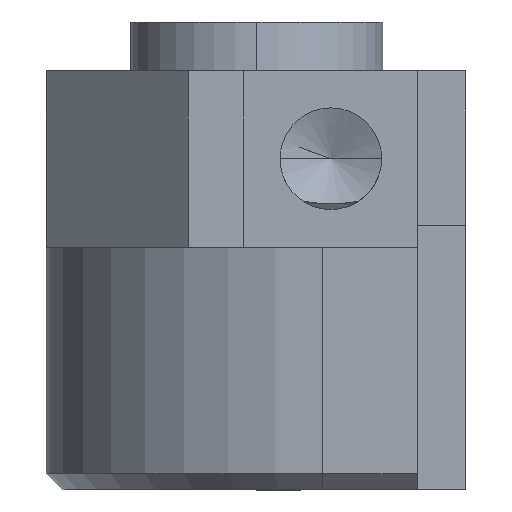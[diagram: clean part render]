
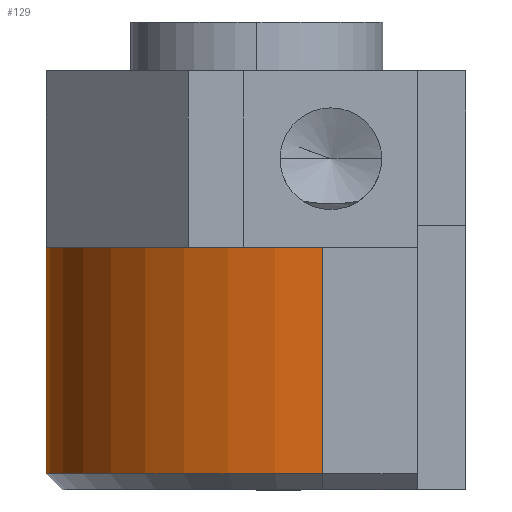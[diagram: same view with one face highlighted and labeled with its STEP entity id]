
A CAD part, left-side view. The second image highlights one B-rep face of the part: STEP entity #129.
In plain terms, the highlighted cylindrical face has radius 0.34 mm (diameter 0.68 mm), a partial arc.
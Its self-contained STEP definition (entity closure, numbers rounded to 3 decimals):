
#88=CARTESIAN_POINT('POINT9',(-0.578,-0.097,0.386));
#89=VERTEX_POINT('VERTEX9',#88);
#90=CARTESIAN_POINT('POINT10',(-0.578,-0.097,0.108));
#91=VERTEX_POINT('VERTEX10',#90);
#92=CARTESIAN_POINT('POS11',(-0.578,-0.097,0.108));
#93=DIRECTION('DIR17',(0.,0.,1.));
#94=VECTOR('VEC5',#93,1.);
#95=LINE('STRAIGHT5',#92,#94);
#96=EDGE_CURVE('EDGE9',#89,#91,#95,.F.);
#97=ORIENTED_EDGE('COEDGE9',*,*,#96,.F.);
#98=CARTESIAN_POINT('POINT11',(-0.238,0.243,0.386));
#99=VERTEX_POINT('VERTEX11',#98);
#100=CARTESIAN_POINT('POS12',(-0.238,-0.097,0.386));
#101=DIRECTION('DIR18',(0.,0.,1.));
#102=DIRECTION('DIR19',(0.,1.,0.));
#103=AXIS2_PLACEMENT_3D('AXIS7',#100,#101,#102);
#104=CIRCLE('ELLIPSE4',#103,0.34);
#105=EDGE_CURVE('EDGE10',#89,#99,#104,.F.);
#106=ORIENTED_EDGE('COEDGE10',*,*,#105,.T.);
#107=CARTESIAN_POINT('POINT12',(-0.238,0.243,0.108));
#108=VERTEX_POINT('VERTEX12',#107);
#109=CARTESIAN_POINT('POS13',(-0.238,0.243,0.108));
#110=DIRECTION('DIR20',(0.,0.,1.));
#111=VECTOR('VEC6',#110,1.);
#112=LINE('STRAIGHT6',#109,#111);
#113=EDGE_CURVE('EDGE11',#99,#108,#112,.F.);
#114=ORIENTED_EDGE('COEDGE11',*,*,#113,.T.);
#115=CARTESIAN_POINT('POS14',(-0.238,-0.097,0.108));
#116=DIRECTION('DIR21',(0.,0.,-1.));
#117=DIRECTION('DIR22',(-1.,0.,0.));
#118=AXIS2_PLACEMENT_3D('AXIS8',#115,#116,#117);
#119=CIRCLE('ELLIPSE5',#118,0.34);
#120=EDGE_CURVE('EDGE12',#91,#108,#119,.T.);
#121=ORIENTED_EDGE('COEDGE12',*,*,#120,.F.);
#122=EDGE_LOOP('NONE',(#97,#106,#114,#121));
#123=FACE_BOUND('LOOP1',#122,.T.);
#124=CARTESIAN_POINT('POS15',(-0.238,-0.097,0.088));
#125=DIRECTION('DIR23',(0.,0.,-1.));
#126=DIRECTION('DIR24',(-1.,0.,0.));
#127=AXIS2_PLACEMENT_3D('AXIS9',#124,#125,#126);
#128=CYLINDRICAL_SURFACE('CONE_SURF3',#127,0.34);
#129=ADVANCED_FACE('FACE4',(#123),#128,.T.);
